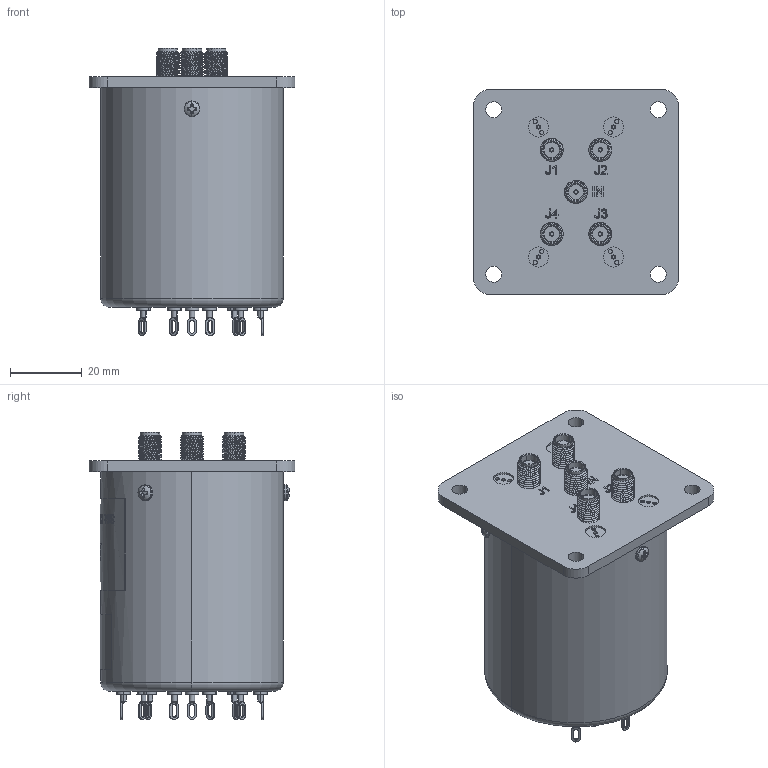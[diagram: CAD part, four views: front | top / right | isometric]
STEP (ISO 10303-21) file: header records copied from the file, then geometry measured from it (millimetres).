
FILE_DESCRIPTION (( 'STEP AP214' ), '1' );
FILE_NAME ('FMSW6472.step', '2021-02-25T21:32:16', ( '' ), ( '' ), 'SwSTEP 2.0', 'SolidWorks 2018', '' );
FILE_SCHEMA (( 'AUTOMOTIVE_DESIGN' ));
Length unit declared in the file: inch
Products named in the file (1): FMSW6472
Bounding box: 57.15 x 57.15 x 79.76 mm (x, y, z)
Volume: 134269.4 mm3; surface area: 18968.6 mm2
Topology: 4 solids, 4 shells, 1211 faces, 3341 edges, 2200 vertices
Faces by surface type: cylinder 515, plane 347, bspline 257, cone 72, torus 14, sphere 6
Entity records: 64316 total; most frequent: CARTESIAN_POINT 36668, ORIENTED_EDGE 6638, DIRECTION 4650, EDGE_CURVE 3319, VERTEX_POINT 2200, AXIS2_PLACEMENT_3D 1777, EDGE_LOOP 1325, FACE_OUTER_BOUND 1211
